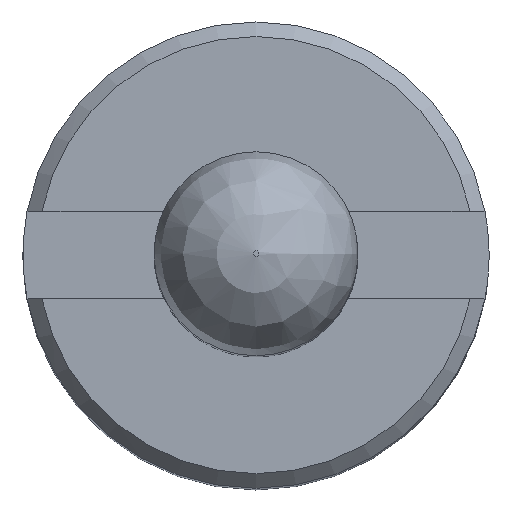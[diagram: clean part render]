
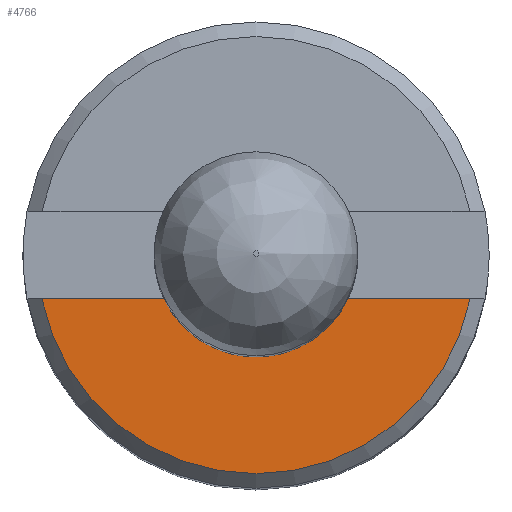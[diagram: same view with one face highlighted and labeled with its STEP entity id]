
A CAD part, top view. The second image highlights one B-rep face of the part: STEP entity #4766.
In plain terms, the highlighted face is planar.
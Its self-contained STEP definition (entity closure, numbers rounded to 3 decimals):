
#102=PLANE('',#5010);
#187=CIRCLE('',#5011,7.5);
#188=CIRCLE('',#5012,3.5);
#493=FACE_OUTER_BOUND('',#773,.T.);
#773=EDGE_LOOP('',(#4065,#4066,#4067,#4068));
#1054=LINE('',#11839,#1340);
#1060=LINE('',#11859,#1346);
#1340=VECTOR('',#5616,10.);
#1346=VECTOR('',#5624,10.);
#2072=VERTEX_POINT('',#11835);
#2074=VERTEX_POINT('',#11838);
#2078=VERTEX_POINT('',#11849);
#2081=VERTEX_POINT('',#11855);
#2730=EDGE_CURVE('',#2074,#2072,#1054,.T.);
#2738=EDGE_CURVE('',#2078,#2081,#1060,.T.);
#2761=EDGE_CURVE('',#2081,#2074,#187,.T.);
#2762=EDGE_CURVE('',#2078,#2072,#188,.T.);
#4065=ORIENTED_EDGE('',*,*,#2738,.T.);
#4066=ORIENTED_EDGE('',*,*,#2761,.T.);
#4067=ORIENTED_EDGE('',*,*,#2730,.T.);
#4068=ORIENTED_EDGE('',*,*,#2762,.F.);
#4766=ADVANCED_FACE('',(#493),#102,.T.);
#5010=AXIS2_PLACEMENT_3D('',#11905,#5668,#5669);
#5011=AXIS2_PLACEMENT_3D('',#11906,#5670,#5671);
#5012=AXIS2_PLACEMENT_3D('',#11907,#5672,#5673);
#5616=DIRECTION('',(0.,1.,0.));
#5624=DIRECTION('',(0.,1.,0.));
#5668=DIRECTION('center_axis',(1.,0.,0.));
#5669=DIRECTION('ref_axis',(0.,0.,-1.));
#5670=DIRECTION('center_axis',(1.,0.,0.));
#5671=DIRECTION('ref_axis',(0.,1.,0.));
#5672=DIRECTION('center_axis',(1.,0.,0.));
#5673=DIRECTION('ref_axis',(0.,1.,0.));
#11835=CARTESIAN_POINT('',(120.,-3.162,1.5));
#11838=CARTESIAN_POINT('',(120.,-7.348,1.5));
#11839=CARTESIAN_POINT('',(120.,6.923,1.5));
#11849=CARTESIAN_POINT('',(120.,3.162,1.5));
#11855=CARTESIAN_POINT('',(120.,7.348,1.5));
#11859=CARTESIAN_POINT('',(120.,6.923,1.5));
#11905=CARTESIAN_POINT('Origin',(120.,5.5,0.));
#11906=CARTESIAN_POINT('Origin',(120.,0.,0.));
#11907=CARTESIAN_POINT('Origin',(120.,0.,0.));
